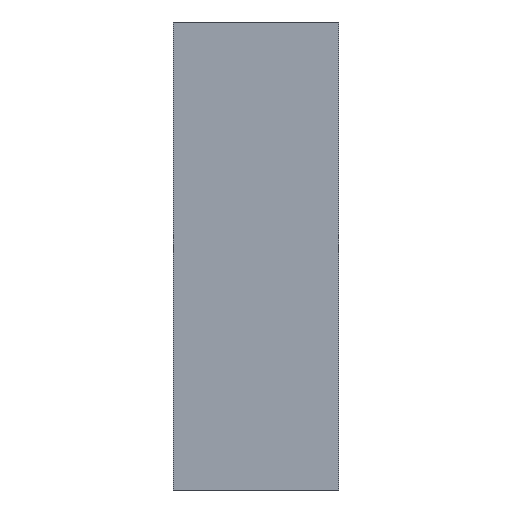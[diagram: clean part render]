
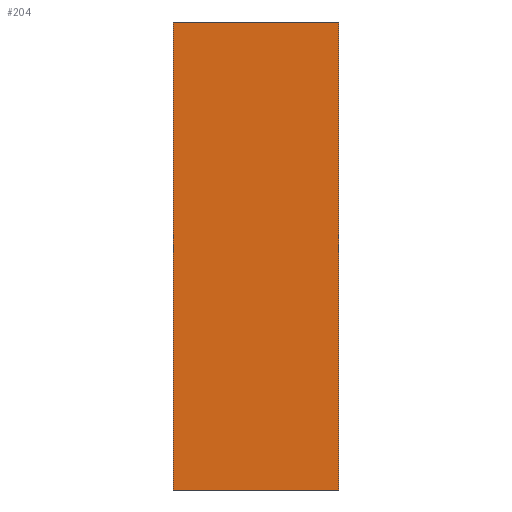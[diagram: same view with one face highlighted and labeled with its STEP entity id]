
A CAD part, left-side view. The second image highlights one B-rep face of the part: STEP entity #204.
In plain terms, the highlighted planar face has unit normal (-1, 0, 0).
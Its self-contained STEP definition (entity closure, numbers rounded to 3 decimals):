
#204 = ADVANCED_FACE( '', ( #482 ), #483, .T. );
#482 = FACE_OUTER_BOUND( '', #773, .T. );
#483 = PLANE( '', #774 );
#773 = EDGE_LOOP( '', ( #1825, #1826, #1827, #1828 ) );
#774 = AXIS2_PLACEMENT_3D( '', #1829, #1830, #1831 );
#1825 = ORIENTED_EDGE( '', *, *, #2178, .T. );
#1826 = ORIENTED_EDGE( '', *, *, #2231, .F. );
#1827 = ORIENTED_EDGE( '', *, *, #2232, .T. );
#1828 = ORIENTED_EDGE( '', *, *, #2182, .T. );
#1829 = CARTESIAN_POINT( '', ( -42.5, 0., 0. ) );
#1830 = DIRECTION( '', ( -1., 0., 0. ) );
#1831 = DIRECTION( '', ( 0., -1., 0. ) );
#2178 = EDGE_CURVE( '', #2746, #2744, #2747, .T. );
#2182 = EDGE_CURVE( '', #2751, #2746, #2752, .T. );
#2231 = EDGE_CURVE( '', #2801, #2744, #2802, .T. );
#2232 = EDGE_CURVE( '', #2801, #2751, #2803, .T. );
#2744 = VERTEX_POINT( '', #3681 );
#2746 = VERTEX_POINT( '', #3684 );
#2747 = LINE( '', #3685, #3686 );
#2751 = VERTEX_POINT( '', #3692 );
#2752 = LINE( '', #3693, #3694 );
#2801 = VERTEX_POINT( '', #3745 );
#2802 = LINE( '', #3746, #3747 );
#2803 = LINE( '', #3748, #3749 );
#3681 = CARTESIAN_POINT( '', ( -42.5, 30., 85. ) );
#3684 = CARTESIAN_POINT( '', ( -42.5, 0., 85. ) );
#3685 = CARTESIAN_POINT( '', ( -42.5, 30., 85. ) );
#3686 = VECTOR( '', #4286, 1. );
#3692 = CARTESIAN_POINT( '', ( -42.5, 0., 0. ) );
#3693 = CARTESIAN_POINT( '', ( -42.5, 0., 0. ) );
#3694 = VECTOR( '', #4292, 1. );
#3745 = CARTESIAN_POINT( '', ( -42.5, 30., 0. ) );
#3746 = CARTESIAN_POINT( '', ( -42.5, 30., 0. ) );
#3747 = VECTOR( '', #4433, 1. );
#3748 = CARTESIAN_POINT( '', ( -42.5, 30., 0. ) );
#3749 = VECTOR( '', #4434, 1. );
#4286 = DIRECTION( '', ( 0., 1., 0. ) );
#4292 = DIRECTION( '', ( 0., 0., 1. ) );
#4433 = DIRECTION( '', ( 0., 0., 1. ) );
#4434 = DIRECTION( '', ( 0., -1., 0. ) );
